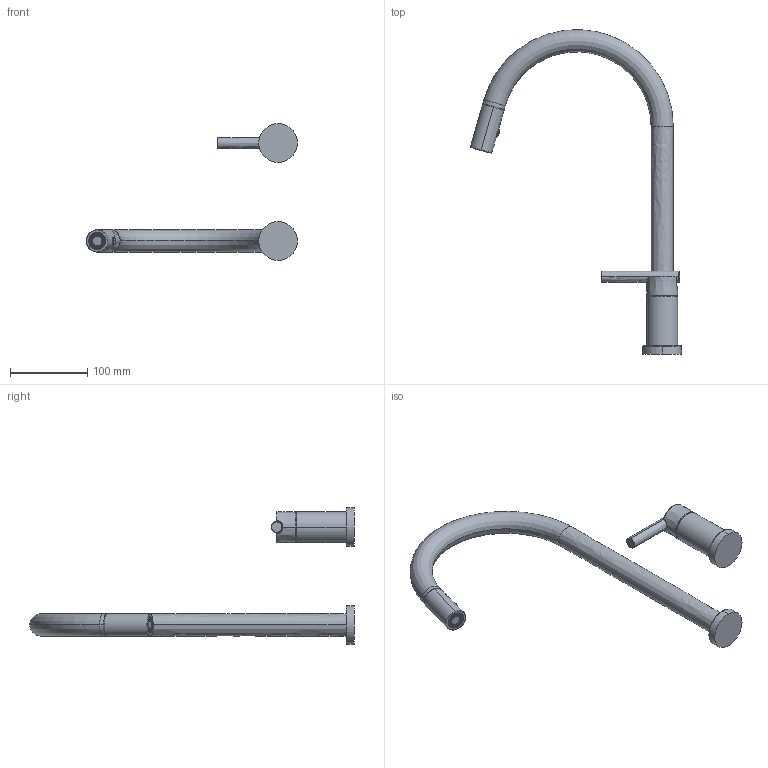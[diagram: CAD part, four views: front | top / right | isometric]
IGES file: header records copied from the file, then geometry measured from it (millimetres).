
Start section:  PTC IGES file: 12672.igs
Global section: file name: 12672.igs; native system: Creo Parametric by PTC Inc.; preprocessor: 2018400; author: jinson.thomas; organization: Unknown; date: 20210407.150730; units: inch
Bounding box: 273.89 x 421.45 x 177.29 mm (x, y, z)
Volume: 604535.9 mm3; surface area: 91120.4 mm2
Topology: 2 solids, 3 shells, 279 faces, 692 edges, 429 vertices
Faces by surface type: bspline 142, revolution 137
